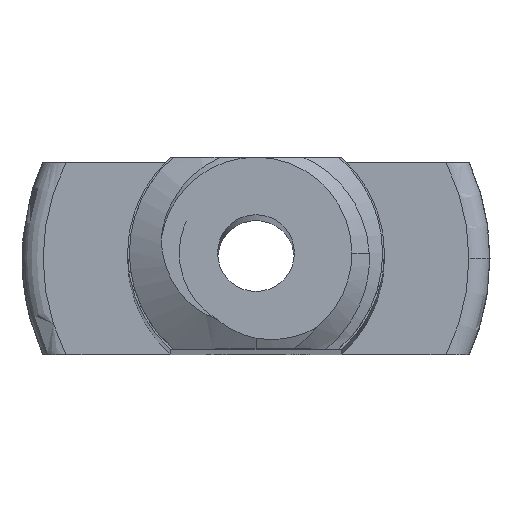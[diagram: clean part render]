
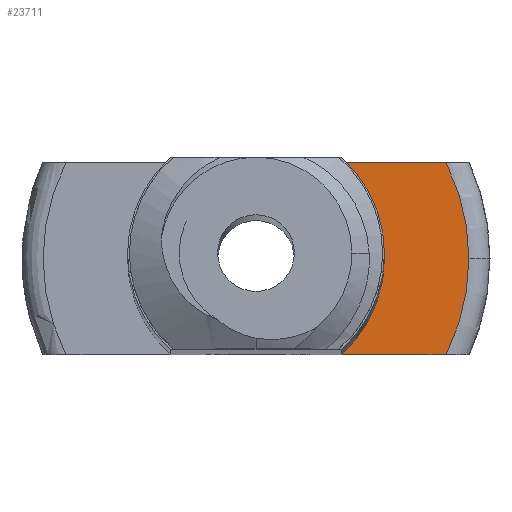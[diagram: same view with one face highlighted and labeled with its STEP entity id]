
A CAD part, top view. The second image highlights one B-rep face of the part: STEP entity #23711.
In plain terms, the highlighted planar face has unit normal (0, 0, 1).
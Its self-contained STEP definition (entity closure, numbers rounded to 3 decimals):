
#5678 = PLANE('',#5679);
#5679 = AXIS2_PLACEMENT_3D('',#5680,#5681,#5682);
#5680 = CARTESIAN_POINT('',(-12.5,-2.5,200.));
#5681 = DIRECTION('',(0.,1.,0.));
#5682 = DIRECTION('',(-1.,0.,0.));
#6467 = PLANE('',#6468);
#6468 = AXIS2_PLACEMENT_3D('',#6469,#6470,#6471);
#6469 = CARTESIAN_POINT('',(-12.5,2.5,200.));
#6470 = DIRECTION('',(0.,-1.,0.));
#6471 = DIRECTION('',(1.,0.,0.));
#8737 = VERTEX_POINT('',#8738);
#8738 = CARTESIAN_POINT('',(4.955,-2.5,0.));
#8790 = TOROIDAL_SURFACE('',#8791,5.55,0.55);
#8791 = AXIS2_PLACEMENT_3D('',#8792,#8793,#8794);
#8792 = CARTESIAN_POINT('',(0.,0.,-0.55)
  );
#8793 = DIRECTION('',(0.,0.,1.));
#8794 = DIRECTION('',(1.,0.,0.));
#8821 = EDGE_CURVE('',#8822,#8737,#8824,.T.);
#8822 = VERTEX_POINT('',#8823);
#8823 = CARTESIAN_POINT('',(2.23,-2.5,0.));
#8824 = SURFACE_CURVE('',#8825,(#8829,#8836),.PCURVE_S1.);
#8825 = LINE('',#8826,#8827);
#8826 = CARTESIAN_POINT('',(-6.25,-2.5,0.));
#8827 = VECTOR('',#8828,1.);
#8828 = DIRECTION('',(1.,0.,0.));
#8829 = PCURVE('',#5678,#8830);
#8830 = DEFINITIONAL_REPRESENTATION('',(#8831),#8835);
#8831 = LINE('',#8832,#8833);
#8832 = CARTESIAN_POINT('',(-6.25,-200.));
#8833 = VECTOR('',#8834,1.);
#8834 = DIRECTION('',(-1.,0.));
#8835 = ( GEOMETRIC_REPRESENTATION_CONTEXT(2) 
PARAMETRIC_REPRESENTATION_CONTEXT() REPRESENTATION_CONTEXT('2D SPACE',''
  ) );
#8836 = PCURVE('',#8837,#8842);
#8837 = PLANE('',#8838);
#8838 = AXIS2_PLACEMENT_3D('',#8839,#8840,#8841);
#8839 = CARTESIAN_POINT('',(0.,0.,
    0.));
#8840 = DIRECTION('',(0.,0.,-1.));
#8841 = DIRECTION('',(1.,0.,0.));
#8842 = DEFINITIONAL_REPRESENTATION('',(#8843),#8847);
#8843 = LINE('',#8844,#8845);
#8844 = CARTESIAN_POINT('',(-6.25,2.5));
#8845 = VECTOR('',#8846,1.);
#8846 = DIRECTION('',(1.,0.));
#8847 = ( GEOMETRIC_REPRESENTATION_CONTEXT(2) 
PARAMETRIC_REPRESENTATION_CONTEXT() REPRESENTATION_CONTEXT('2D SPACE',''
  ) );
#8865 = CYLINDRICAL_SURFACE('',#8866,3.35);
#8866 = AXIS2_PLACEMENT_3D('',#8867,#8868,#8869);
#8867 = CARTESIAN_POINT('',(0.,0.,
    76.725));
#8868 = DIRECTION('',(0.,0.,-1.));
#8869 = DIRECTION('',(1.,0.,0.));
#21175 = TOROIDAL_SURFACE('',#21176,5.55,0.55);
#21176 = AXIS2_PLACEMENT_3D('',#21177,#21178,#21179);
#21177 = CARTESIAN_POINT('',(0.,0.,-0.55
    ));
#21178 = DIRECTION('',(0.,0.,1.));
#21179 = DIRECTION('',(1.,0.,0.));
#22716 = VERTEX_POINT('',#22717);
#22717 = CARTESIAN_POINT('',(4.955,2.5,0.));
#22795 = EDGE_CURVE('',#22796,#22716,#22798,.T.);
#22796 = VERTEX_POINT('',#22797);
#22797 = CARTESIAN_POINT('',(2.23,2.5,0.));
#22798 = SURFACE_CURVE('',#22799,(#22803,#22810),.PCURVE_S1.);
#22799 = LINE('',#22800,#22801);
#22800 = CARTESIAN_POINT('',(-6.25,2.5,0.));
#22801 = VECTOR('',#22802,1.);
#22802 = DIRECTION('',(1.,0.,0.));
#22803 = PCURVE('',#6467,#22804);
#22804 = DEFINITIONAL_REPRESENTATION('',(#22805),#22809);
#22805 = LINE('',#22806,#22807);
#22806 = CARTESIAN_POINT('',(6.25,-200.));
#22807 = VECTOR('',#22808,1.);
#22808 = DIRECTION('',(1.,0.));
#22809 = ( GEOMETRIC_REPRESENTATION_CONTEXT(2) 
PARAMETRIC_REPRESENTATION_CONTEXT() REPRESENTATION_CONTEXT('2D SPACE',''
  ) );
#22810 = PCURVE('',#8837,#22811);
#22811 = DEFINITIONAL_REPRESENTATION('',(#22812),#22816);
#22812 = LINE('',#22813,#22814);
#22813 = CARTESIAN_POINT('',(-6.25,-2.5));
#22814 = VECTOR('',#22815,1.);
#22815 = DIRECTION('',(1.,0.));
#22816 = ( GEOMETRIC_REPRESENTATION_CONTEXT(2) 
PARAMETRIC_REPRESENTATION_CONTEXT() REPRESENTATION_CONTEXT('2D SPACE',''
  ) );
#22832 = CYLINDRICAL_SURFACE('',#22833,3.35);
#22833 = AXIS2_PLACEMENT_3D('',#22834,#22835,#22836);
#22834 = CARTESIAN_POINT('',(0.,0.,
    76.725));
#22835 = DIRECTION('',(0.,0.,-1.));
#22836 = DIRECTION('',(1.,0.,0.));
#23638 = VERTEX_POINT('',#23639);
#23639 = CARTESIAN_POINT('',(3.35,0.,0.
    ));
#23662 = EDGE_CURVE('',#23638,#8822,#23663,.T.);
#23663 = SURFACE_CURVE('',#23664,(#23669,#23676),.PCURVE_S1.);
#23664 = CIRCLE('',#23665,3.35);
#23665 = AXIS2_PLACEMENT_3D('',#23666,#23667,#23668);
#23666 = CARTESIAN_POINT('',(0.,0.,
    0.));
#23667 = DIRECTION('',(0.,0.,-1.));
#23668 = DIRECTION('',(1.,0.,0.));
#23669 = PCURVE('',#8865,#23670);
#23670 = DEFINITIONAL_REPRESENTATION('',(#23671),#23675);
#23671 = LINE('',#23672,#23673);
#23672 = CARTESIAN_POINT('',(0.,76.725));
#23673 = VECTOR('',#23674,1.);
#23674 = DIRECTION('',(1.,0.));
#23675 = ( GEOMETRIC_REPRESENTATION_CONTEXT(2) 
PARAMETRIC_REPRESENTATION_CONTEXT() REPRESENTATION_CONTEXT('2D SPACE',''
  ) );
#23676 = PCURVE('',#8837,#23677);
#23677 = DEFINITIONAL_REPRESENTATION('',(#23678),#23682);
#23678 = CIRCLE('',#23679,3.35);
#23679 = AXIS2_PLACEMENT_2D('',#23680,#23681);
#23680 = CARTESIAN_POINT('',(0.,0.));
#23681 = DIRECTION('',(1.,0.));
#23682 = ( GEOMETRIC_REPRESENTATION_CONTEXT(2) 
PARAMETRIC_REPRESENTATION_CONTEXT() REPRESENTATION_CONTEXT('2D SPACE',''
  ) );
#23711 = ADVANCED_FACE('',(#23712),#8837,.F.);
#23712 = FACE_BOUND('',#23713,.T.);
#23713 = EDGE_LOOP('',(#23714,#23715,#23737,#23738,#23739,#23763));
#23714 = ORIENTED_EDGE('',*,*,#22795,.F.);
#23715 = ORIENTED_EDGE('',*,*,#23716,.T.);
#23716 = EDGE_CURVE('',#22796,#23638,#23717,.T.);
#23717 = SURFACE_CURVE('',#23718,(#23723,#23730),.PCURVE_S1.);
#23718 = CIRCLE('',#23719,3.35);
#23719 = AXIS2_PLACEMENT_3D('',#23720,#23721,#23722);
#23720 = CARTESIAN_POINT('',(0.,0.,
    0.));
#23721 = DIRECTION('',(0.,0.,-1.));
#23722 = DIRECTION('',(1.,0.,0.));
#23723 = PCURVE('',#8837,#23724);
#23724 = DEFINITIONAL_REPRESENTATION('',(#23725),#23729);
#23725 = CIRCLE('',#23726,3.35);
#23726 = AXIS2_PLACEMENT_2D('',#23727,#23728);
#23727 = CARTESIAN_POINT('',(0.,0.));
#23728 = DIRECTION('',(1.,0.));
#23729 = ( GEOMETRIC_REPRESENTATION_CONTEXT(2) 
PARAMETRIC_REPRESENTATION_CONTEXT() REPRESENTATION_CONTEXT('2D SPACE',''
  ) );
#23730 = PCURVE('',#22832,#23731);
#23731 = DEFINITIONAL_REPRESENTATION('',(#23732),#23736);
#23732 = LINE('',#23733,#23734);
#23733 = CARTESIAN_POINT('',(0.,76.725));
#23734 = VECTOR('',#23735,1.);
#23735 = DIRECTION('',(1.,0.));
#23736 = ( GEOMETRIC_REPRESENTATION_CONTEXT(2) 
PARAMETRIC_REPRESENTATION_CONTEXT() REPRESENTATION_CONTEXT('2D SPACE',''
  ) );
#23737 = ORIENTED_EDGE('',*,*,#23662,.T.);
#23738 = ORIENTED_EDGE('',*,*,#8821,.T.);
#23739 = ORIENTED_EDGE('',*,*,#23740,.F.);
#23740 = EDGE_CURVE('',#23741,#8737,#23743,.T.);
#23741 = VERTEX_POINT('',#23742);
#23742 = CARTESIAN_POINT('',(5.55,0.,0.
    ));
#23743 = SURFACE_CURVE('',#23744,(#23749,#23756),.PCURVE_S1.);
#23744 = CIRCLE('',#23745,5.55);
#23745 = AXIS2_PLACEMENT_3D('',#23746,#23747,#23748);
#23746 = CARTESIAN_POINT('',(0.,0.,
    0.));
#23747 = DIRECTION('',(0.,0.,-1.));
#23748 = DIRECTION('',(1.,0.,0.));
#23749 = PCURVE('',#8837,#23750);
#23750 = DEFINITIONAL_REPRESENTATION('',(#23751),#23755);
#23751 = CIRCLE('',#23752,5.55);
#23752 = AXIS2_PLACEMENT_2D('',#23753,#23754);
#23753 = CARTESIAN_POINT('',(0.,0.));
#23754 = DIRECTION('',(1.,0.));
#23755 = ( GEOMETRIC_REPRESENTATION_CONTEXT(2) 
PARAMETRIC_REPRESENTATION_CONTEXT() REPRESENTATION_CONTEXT('2D SPACE',''
  ) );
#23756 = PCURVE('',#8790,#23757);
#23757 = DEFINITIONAL_REPRESENTATION('',(#23758),#23762);
#23758 = LINE('',#23759,#23760);
#23759 = CARTESIAN_POINT('',(-0.,7.854));
#23760 = VECTOR('',#23761,1.);
#23761 = DIRECTION('',(-1.,0.));
#23762 = ( GEOMETRIC_REPRESENTATION_CONTEXT(2) 
PARAMETRIC_REPRESENTATION_CONTEXT() REPRESENTATION_CONTEXT('2D SPACE',''
  ) );
#23763 = ORIENTED_EDGE('',*,*,#23764,.F.);
#23764 = EDGE_CURVE('',#22716,#23741,#23765,.T.);
#23765 = SURFACE_CURVE('',#23766,(#23771,#23778),.PCURVE_S1.);
#23766 = CIRCLE('',#23767,5.55);
#23767 = AXIS2_PLACEMENT_3D('',#23768,#23769,#23770);
#23768 = CARTESIAN_POINT('',(0.,0.,
    0.));
#23769 = DIRECTION('',(0.,0.,-1.));
#23770 = DIRECTION('',(1.,0.,0.));
#23771 = PCURVE('',#8837,#23772);
#23772 = DEFINITIONAL_REPRESENTATION('',(#23773),#23777);
#23773 = CIRCLE('',#23774,5.55);
#23774 = AXIS2_PLACEMENT_2D('',#23775,#23776);
#23775 = CARTESIAN_POINT('',(0.,0.));
#23776 = DIRECTION('',(1.,0.));
#23777 = ( GEOMETRIC_REPRESENTATION_CONTEXT(2) 
PARAMETRIC_REPRESENTATION_CONTEXT() REPRESENTATION_CONTEXT('2D SPACE',''
  ) );
#23778 = PCURVE('',#21175,#23779);
#23779 = DEFINITIONAL_REPRESENTATION('',(#23780),#23784);
#23780 = LINE('',#23781,#23782);
#23781 = CARTESIAN_POINT('',(-0.,7.854));
#23782 = VECTOR('',#23783,1.);
#23783 = DIRECTION('',(-1.,0.));
#23784 = ( GEOMETRIC_REPRESENTATION_CONTEXT(2) 
PARAMETRIC_REPRESENTATION_CONTEXT() REPRESENTATION_CONTEXT('2D SPACE',''
  ) );
